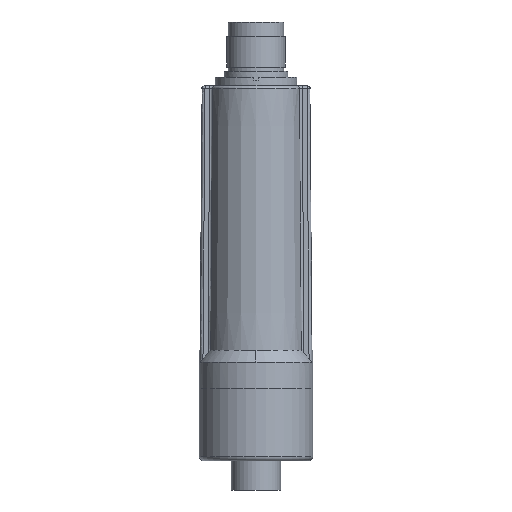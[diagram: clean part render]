
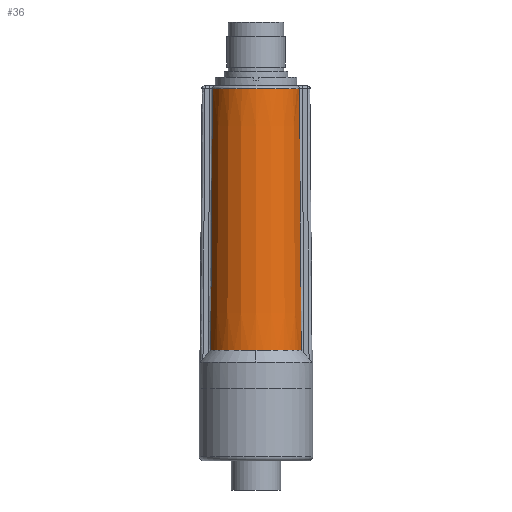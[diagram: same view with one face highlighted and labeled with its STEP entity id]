
A CAD part, front view. The second image highlights one B-rep face of the part: STEP entity #36.
In plain terms, the highlighted conical face has half-angle 0.5 degrees and reference radius 16.25 mm.
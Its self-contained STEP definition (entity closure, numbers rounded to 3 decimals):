
#36 = ADVANCED_FACE('',(#37),#98,.T.);
#37 = FACE_BOUND('',#38,.T.);
#38 = EDGE_LOOP('',(#39,#57,#66,#75,#91));
#39 = ORIENTED_EDGE('',*,*,#40,.F.);
#40 = EDGE_CURVE('',#41,#43,#45,.T.);
#41 = VERTEX_POINT('',#42);
#42 = CARTESIAN_POINT('',(-15.525,-4.676,4.107
    ));
#43 = VERTEX_POINT('',#44);
#44 = CARTESIAN_POINT('',(-14.922,-3.925,
    94.009));
#45 = B_SPLINE_CURVE_WITH_KNOTS('',4,(#46,#47,#48,#49,#50,#51,#52,#53,
    #54,#55,#56),.UNSPECIFIED.,.F.,.F.,(5,3,3,5),(-6.483,
    -0.938,90.893,96.456),.UNSPECIFIED.);
#46 = CARTESIAN_POINT('',(-15.568,-4.73,
    -2.389));
#47 = CARTESIAN_POINT('',(-15.559,-4.718,
    -0.994));
#48 = CARTESIAN_POINT('',(-15.55,-4.707,0.399
    ));
#49 = CARTESIAN_POINT('',(-15.541,-4.695,1.788)
  );
#50 = CARTESIAN_POINT('',(-15.38,-4.491,
    26.13));
#51 = CARTESIAN_POINT('',(-15.227,-4.3,
    49.087));
#52 = CARTESIAN_POINT('',(-15.072,-4.108,
    72.043));
#53 = CARTESIAN_POINT('',(-14.906,-3.905,96.39)
  );
#54 = CARTESIAN_POINT('',(-14.896,-3.894,
    97.781));
#55 = CARTESIAN_POINT('',(-14.887,-3.882,
    99.172));
#56 = CARTESIAN_POINT('',(-14.877,-3.871,100.562
    ));
#57 = ORIENTED_EDGE('',*,*,#58,.T.);
#58 = EDGE_CURVE('',#41,#59,#61,.T.);
#59 = VERTEX_POINT('',#60);
#60 = CARTESIAN_POINT('',(0.,-16.214,
    4.107));
#61 = CIRCLE('',#62,16.214);
#62 = AXIS2_PLACEMENT_3D('',#63,#64,#65);
#63 = CARTESIAN_POINT('',(0.,0.,4.107));
#64 = DIRECTION('',(-0.,0.,1.));
#65 = DIRECTION('',(0.,-1.,0.));
#66 = ORIENTED_EDGE('',*,*,#67,.T.);
#67 = EDGE_CURVE('',#59,#68,#70,.T.);
#68 = VERTEX_POINT('',#69);
#69 = CARTESIAN_POINT('',(15.525,-4.676,4.107
    ));
#70 = CIRCLE('',#71,16.214);
#71 = AXIS2_PLACEMENT_3D('',#72,#73,#74);
#72 = CARTESIAN_POINT('',(0.,0.,4.107));
#73 = DIRECTION('',(-0.,0.,1.));
#74 = DIRECTION('',(0.,-1.,0.));
#75 = ORIENTED_EDGE('',*,*,#76,.F.);
#76 = EDGE_CURVE('',#77,#68,#79,.T.);
#77 = VERTEX_POINT('',#78);
#78 = CARTESIAN_POINT('',(14.922,-3.925,
    94.009));
#79 = B_SPLINE_CURVE_WITH_KNOTS('',4,(#80,#81,#82,#83,#84,#85,#86,#87,
    #88,#89,#90),.UNSPECIFIED.,.F.,.F.,(5,3,3,5),(-5.558,
    0.005,91.837,97.382),.UNSPECIFIED.);
#80 = CARTESIAN_POINT('',(14.877,-3.871,
    100.562));
#81 = CARTESIAN_POINT('',(14.887,-3.882,99.172)
  );
#82 = CARTESIAN_POINT('',(14.896,-3.894,
    97.781));
#83 = CARTESIAN_POINT('',(14.906,-3.905,
    96.39));
#84 = CARTESIAN_POINT('',(15.072,-4.108,
    72.043));
#85 = CARTESIAN_POINT('',(15.227,-4.3,
    49.087));
#86 = CARTESIAN_POINT('',(15.38,-4.491,26.13
    ));
#87 = CARTESIAN_POINT('',(15.541,-4.695,1.788
    ));
#88 = CARTESIAN_POINT('',(15.55,-4.707,0.399)
  );
#89 = CARTESIAN_POINT('',(15.559,-4.718,
    -0.994));
#90 = CARTESIAN_POINT('',(15.568,-4.73,
    -2.389));
#91 = ORIENTED_EDGE('',*,*,#92,.F.);
#92 = EDGE_CURVE('',#43,#77,#93,.T.);
#93 = CIRCLE('',#94,15.43);
#94 = AXIS2_PLACEMENT_3D('',#95,#96,#97);
#95 = CARTESIAN_POINT('',(0.,0.,
    94.009));
#96 = DIRECTION('',(0.,0.,1.));
#97 = DIRECTION('',(-0.967,-0.254,0.));
#98 = CONICAL_SURFACE('',#99,16.25,0.009);
#99 = AXIS2_PLACEMENT_3D('',#100,#101,#102);
#100 = CARTESIAN_POINT('',(0.,0.,0.));
#101 = DIRECTION('',(-0.,-0.,-1.));
#102 = DIRECTION('',(1.,0.,0.));
